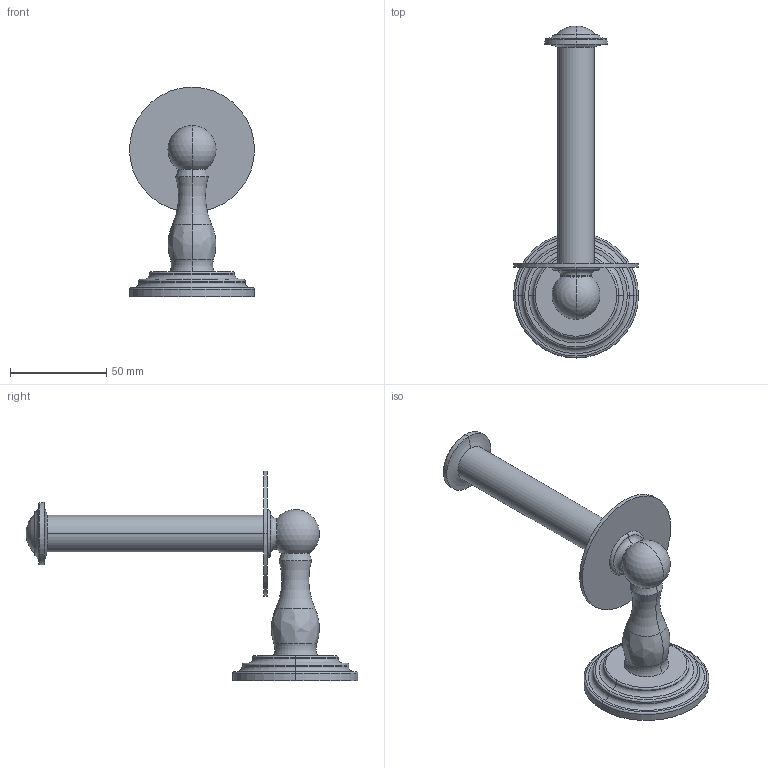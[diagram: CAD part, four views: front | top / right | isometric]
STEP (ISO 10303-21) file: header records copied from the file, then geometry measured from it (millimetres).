
FILE_DESCRIPTION((''),'2;1');
FILE_NAME('1107','2021-08-12T11:36:58',('Jinson'),(''),'CREO PARAMETRIC BY PTC INC, 2018400','CREO PARAMETRIC BY PTC INC, 2018400','');
FILE_SCHEMA(('CONFIG_CONTROL_DESIGN'));
Length unit declared in the file: inch
Products named in the file (1): 1107
Bounding box: 65.02 x 172.52 x 109 mm (x, y, z)
Volume: 101477.4 mm3; surface area: 28061.2 mm2
Topology: 1 solids, 1 shells, 56 faces, 117 edges, 66 vertices
Faces by surface type: torus 24, cylinder 14, plane 8, sphere 6, bspline 2, cone 2
Entity records: 1552 total; most frequent: DIRECTION 318, CARTESIAN_POINT 265, ORIENTED_EDGE 226, AXIS2_PLACEMENT_3D 151, EDGE_CURVE 113, CIRCLE 97, VERTEX_POINT 66, EDGE_LOOP 63
